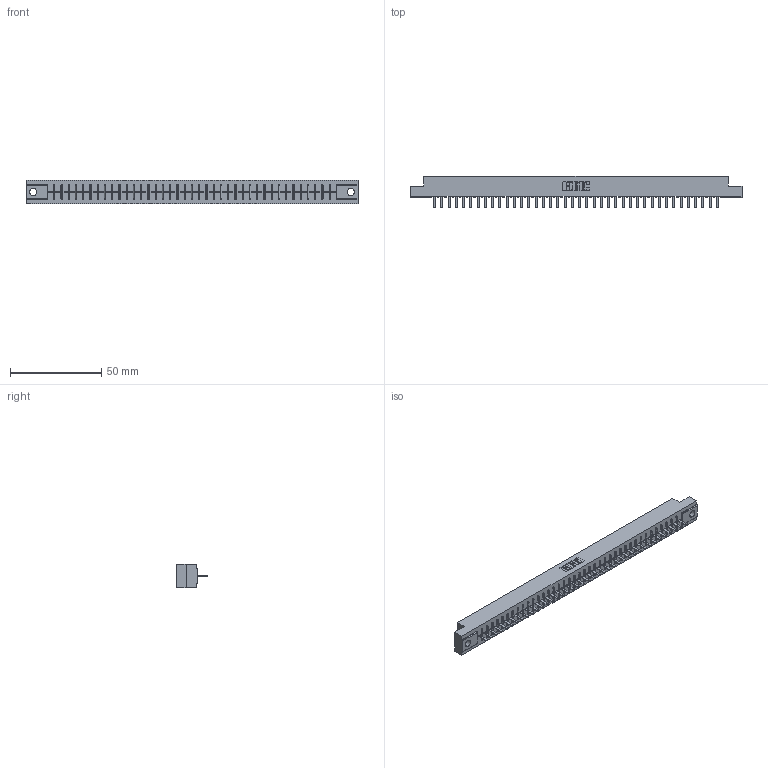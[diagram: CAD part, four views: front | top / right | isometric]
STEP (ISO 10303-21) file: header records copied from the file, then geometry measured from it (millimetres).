
FILE_DESCRIPTION (( 'STEP AP203' ), '1' );
FILE_NAME ('306-040-520-104.STEP', '2019-09-12T00:23:09', ( '' ), ( '' ), 'SwSTEP 2.0', 'SolidWorks 2016', '' );
FILE_SCHEMA (( 'CONFIG_CONTROL_DESIGN' ));
Length unit declared in the file: inch
Products named in the file (3): 306 Part_.156 Dia; 306-040-520-104; 306-290-001_120
Assembly tree (41 placements, depth 2):
  306-040-520-104
    306 Part_.156 Dia
    306-290-001_120  x40
Bounding box: 181.51 x 17.12 x 12.7 mm (x, y, z)
Volume: 19954.2 mm3; surface area: 20295.7 mm2
Topology: 41 solids, 41 shells, 2930 faces, 8232 edges, 5272 vertices
Faces by surface type: plane 1962, cylinder 808, sphere 160
Entity records: 37935 total; most frequent: CARTESIAN_POINT 6373, ORIENTED_EDGE 6316, DIRECTION 6276, EDGE_CURVE 3158, VECTOR 2478, LINE 2478, VERTEX_POINT 1996, AXIS2_PLACEMENT_3D 1899
